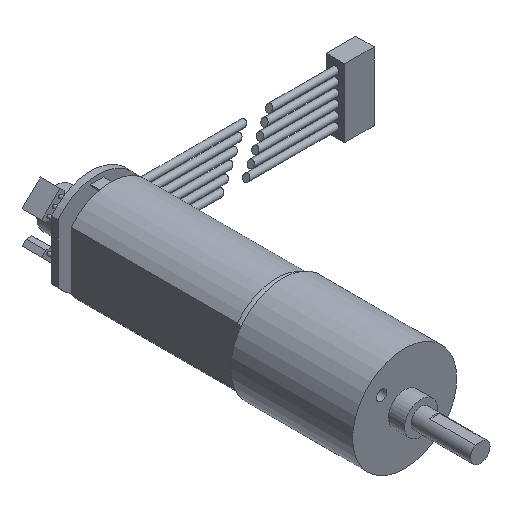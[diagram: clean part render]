
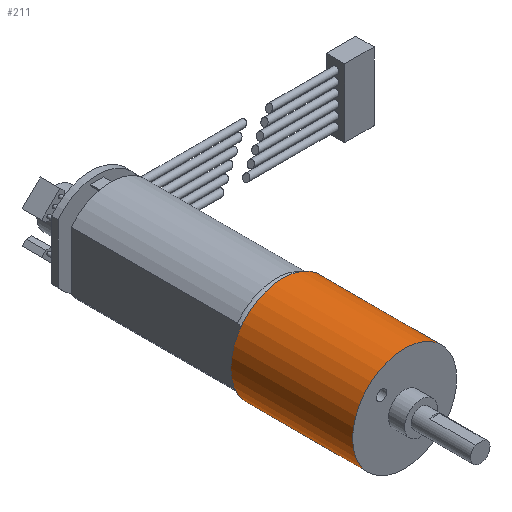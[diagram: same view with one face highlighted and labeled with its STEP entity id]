
A CAD part, isometric view. The second image highlights one B-rep face of the part: STEP entity #211.
In plain terms, the highlighted cylindrical face has radius 8 mm (diameter 16 mm), a full revolution.
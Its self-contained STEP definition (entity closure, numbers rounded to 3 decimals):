
#211 = ADVANCED_FACE( '', ( #486, #487 ), #488, .T. );
#486 = FACE_OUTER_BOUND( '', #848, .T. );
#487 = FACE_OUTER_BOUND( '', #849, .T. );
#488 = CYLINDRICAL_SURFACE( '', #850, 8. );
#848 = EDGE_LOOP( '', ( #1383 ) );
#849 = EDGE_LOOP( '', ( #1384 ) );
#850 = AXIS2_PLACEMENT_3D( '', #1385, #1386, #1387 );
#1383 = ORIENTED_EDGE( '', *, *, #1792, .F. );
#1384 = ORIENTED_EDGE( '', *, *, #1939, .T. );
#1385 = CARTESIAN_POINT( '', ( 0., 42.55, 0. ) );
#1386 = DIRECTION( '', ( 0., -1., 0. ) );
#1387 = DIRECTION( '', ( 0., 0., 1. ) );
#1792 = EDGE_CURVE( '', #2071, #2071, #2072, .T. );
#1939 = EDGE_CURVE( '', #2305, #2305, #2306, .T. );
#2071 = VERTEX_POINT( '', #2469 );
#2072 = CIRCLE( '', #2470, 8. );
#2305 = VERTEX_POINT( '', #2821 );
#2306 = CIRCLE( '', #2822, 8. );
#2469 = CARTESIAN_POINT( '', ( 0., 18.7, 8. ) );
#2470 = AXIS2_PLACEMENT_3D( '', #3005, #3006, #3007 );
#2821 = CARTESIAN_POINT( '', ( 0., 0., 8. ) );
#2822 = AXIS2_PLACEMENT_3D( '', #3172, #3173, #3174 );
#3005 = CARTESIAN_POINT( '', ( 0., 18.7, 0. ) );
#3006 = DIRECTION( '', ( 0., 1., 0. ) );
#3007 = DIRECTION( '', ( 0., 0., 1. ) );
#3172 = CARTESIAN_POINT( '', ( 0., 0., 0. ) );
#3173 = DIRECTION( '', ( 0., 1., 0. ) );
#3174 = DIRECTION( '', ( 0., 0., 1. ) );
